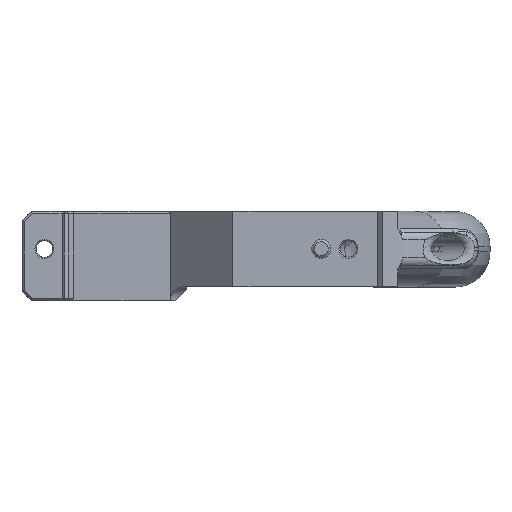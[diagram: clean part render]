
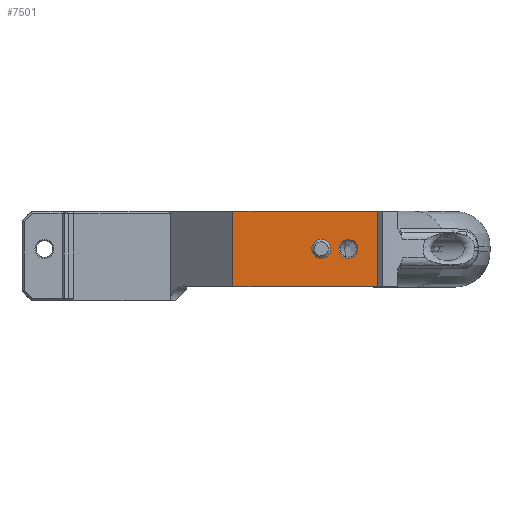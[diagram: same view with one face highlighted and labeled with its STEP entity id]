
A CAD part, top view. The second image highlights one B-rep face of the part: STEP entity #7501.
In plain terms, the highlighted planar face has unit normal (0, 0, 1).
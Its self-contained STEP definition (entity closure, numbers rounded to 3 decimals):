
#1376=CARTESIAN_POINT('',(-43.5,316.,10.));
#1377=VERTEX_POINT('',#1376);
#1384=CARTESIAN_POINT('',(18.,316.,10.));
#1385=VERTEX_POINT('',#1384);
#1386=CARTESIAN_POINT('',(-43.5,316.,10.));
#1387=DIRECTION('',(1.,0.,0.));
#1388=VECTOR('',#1387,61.5);
#1389=LINE('',#1386,#1388);
#1390=EDGE_CURVE('',#1377,#1385,#1389,.T.);
#3008=CARTESIAN_POINT('',(-43.5,284.,10.));
#3009=VERTEX_POINT('',#3008);
#3016=CARTESIAN_POINT('',(-43.5,284.,10.));
#3017=DIRECTION('',(-0.,1.,0.));
#3018=VECTOR('',#3017,32.);
#3019=LINE('',#3016,#3018);
#3020=EDGE_CURVE('',#3009,#1377,#3019,.T.);
#3280=CARTESIAN_POINT('',(18.,284.,10.));
#3281=VERTEX_POINT('',#3280);
#3288=CARTESIAN_POINT('',(-43.5,284.,10.));
#3289=DIRECTION('',(1.,0.,0.));
#3290=VECTOR('',#3289,61.5);
#3291=LINE('',#3288,#3290);
#3292=EDGE_CURVE('',#3009,#3281,#3291,.T.);
#7443=CARTESIAN_POINT('',(18.,284.,10.));
#7444=DIRECTION('',(0.,1.,0.));
#7445=VECTOR('',#7444,32.);
#7446=LINE('',#7443,#7445);
#7447=EDGE_CURVE('',#3281,#1385,#7446,.T.);
#7459=CARTESIAN_POINT('',(0.,300.,10.));
#7460=DIRECTION('',(0.,0.,1.));
#7461=DIRECTION('',(1.,0.,0.));
#7462=AXIS2_PLACEMENT_3D('',#7459,#7460,#7461);
#7463=PLANE('',#7462);
#7464=CARTESIAN_POINT('',(9.5,300.,10.));
#7465=VERTEX_POINT('',#7464);
#7466=CARTESIAN_POINT('',(5.5,300.,10.));
#7467=DIRECTION('',(-0.,-0.,-1.));
#7468=DIRECTION('',(1.,0.,-0.));
#7469=AXIS2_PLACEMENT_3D('',#7466,#7467,#7468);
#7470=CIRCLE('',#7469,4.);
#7471=EDGE_CURVE('',#7465,#7465,#7470,.T.);
#7472=ORIENTED_EDGE('',*,*,#7471,.T.);
#7473=EDGE_LOOP('',(#7472));
#7474=FACE_BOUND('',#7473,.T.);
#7475=CARTESIAN_POINT('',(-2.,300.,10.));
#7476=VERTEX_POINT('',#7475);
#7477=CARTESIAN_POINT('',(-10.,300.,10.));
#7478=VERTEX_POINT('',#7477);
#7479=CARTESIAN_POINT('',(-6.,300.,10.));
#7480=DIRECTION('',(-0.,-0.,-1.));
#7481=DIRECTION('',(1.,0.,-0.));
#7482=AXIS2_PLACEMENT_3D('',#7479,#7480,#7481);
#7483=CIRCLE('',#7482,4.);
#7484=EDGE_CURVE('',#7476,#7478,#7483,.T.);
#7485=ORIENTED_EDGE('',*,*,#7484,.T.);
#7486=CARTESIAN_POINT('',(-6.,300.,10.));
#7487=DIRECTION('',(-0.,-0.,-1.));
#7488=DIRECTION('',(1.,0.,-0.));
#7489=AXIS2_PLACEMENT_3D('',#7486,#7487,#7488);
#7490=CIRCLE('',#7489,4.);
#7491=EDGE_CURVE('',#7478,#7476,#7490,.T.);
#7492=ORIENTED_EDGE('',*,*,#7491,.T.);
#7493=EDGE_LOOP('',(#7485,#7492));
#7494=FACE_BOUND('',#7493,.T.);
#7495=ORIENTED_EDGE('',*,*,#7447,.T.);
#7496=ORIENTED_EDGE('',*,*,#1390,.F.);
#7497=ORIENTED_EDGE('',*,*,#3020,.F.);
#7498=ORIENTED_EDGE('',*,*,#3292,.T.);
#7499=EDGE_LOOP('',(#7495,#7496,#7497,#7498));
#7500=FACE_BOUND('',#7499,.T.);
#7501=ADVANCED_FACE('',(#7474,#7494,#7500),#7463,.T.);
